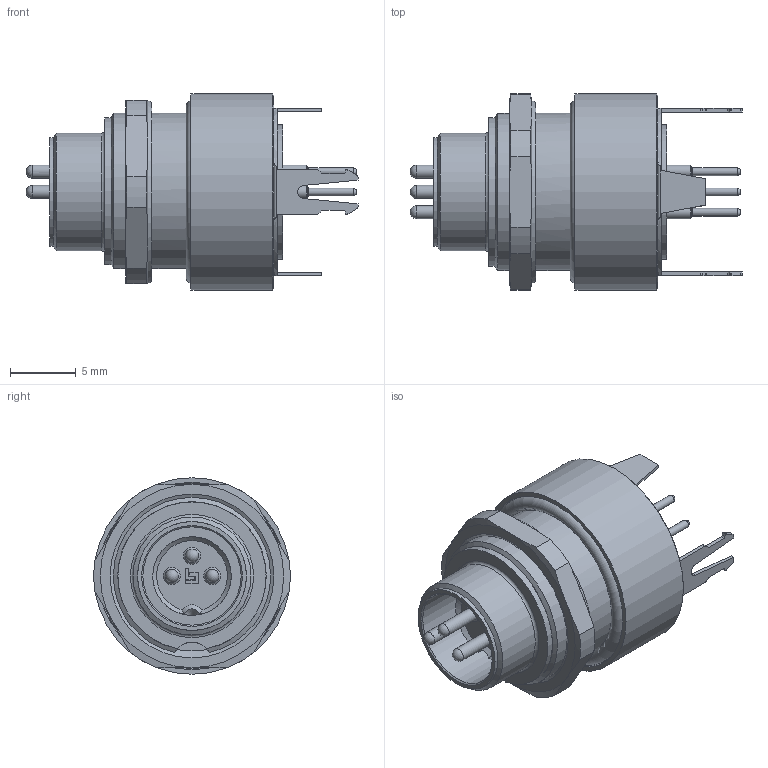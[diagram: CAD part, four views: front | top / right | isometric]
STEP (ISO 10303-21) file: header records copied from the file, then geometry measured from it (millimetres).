
FILE_DESCRIPTION(/* description */ (''),/* implementation_level */ '2;1');
FILE_NAME(/* name */ '09 0407 35 03 001_00.stp',/* time_stamp */ '2019-01-14T12:12:29+01:00',/* author */ (''),/* organization */ (''),/* preprocessor_version */ 'ST-DEVELOPER v16',/* originating_system */ 'SIEMENS PLM Software NX 11.0',/* authorisation */ '');
FILE_SCHEMA (('AUTOMOTIVE_DESIGN { 1 0 10303 214 3 1 1 1 }'));
Length unit declared in the file: millimetre
Products named in the file (1): rhen26A41180biuh
Bounding box: 25.35 x 15 x 15 mm (x, y, z)
Volume: 1441 mm3; surface area: 2131.9 mm2
Topology: 1 solids, 1 shells, 231 faces, 587 edges, 377 vertices
Faces by surface type: plane 103, cylinder 72, cone 35, extrusion 11, torus 7, sphere 3
Full cylindrical faces by diameter (mm): 0.6 x3, 1 x6, 6 x1, 6.2 x1, 7.5 x1, 8 x1, 8.315 x1, 8.7 x1, 8.72 x1, 9 x1, 9.65 x1, 10.25 x1, 10.3 x1, 12 x1, 14.3 x1, 15 x1
Entity records: 7050 total; most frequent: CARTESIAN_POINT 1743, DIRECTION 1081, ORIENTED_EDGE 1028, EDGE_CURVE 514, AXIS2_PLACEMENT_3D 407, VERTEX_POINT 359, EDGE_LOOP 307, VECTOR 267
